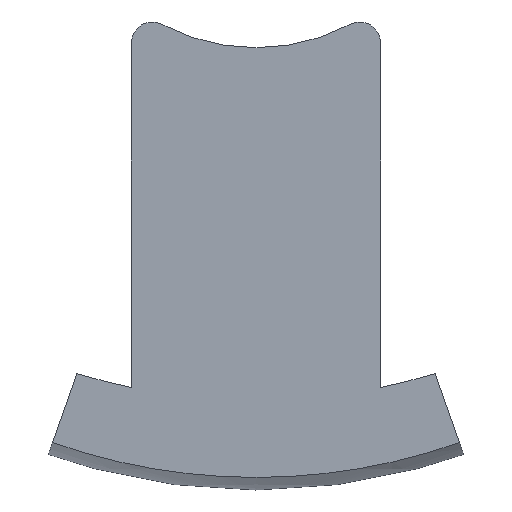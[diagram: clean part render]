
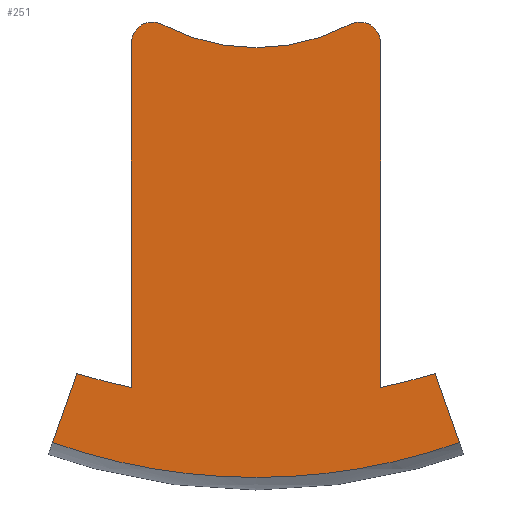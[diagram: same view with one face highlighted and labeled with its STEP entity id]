
A CAD part, left-side view. The second image highlights one B-rep face of the part: STEP entity #251.
In plain terms, the highlighted planar face has unit normal (-1, 0, 0).
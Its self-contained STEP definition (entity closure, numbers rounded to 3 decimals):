
#53=PLANE('',#294);
#62=FACE_OUTER_BOUND('',#74,.T.);
#74=EDGE_LOOP('',(#208,#209,#210,#211,#212,#213,#214,#215,#216,#217,#218));
#88=LINE('',#464,#100);
#89=LINE('',#469,#101);
#90=LINE('',#474,#102);
#91=LINE('',#480,#103);
#100=VECTOR('',#360,10.);
#101=VECTOR('',#367,10.);
#102=VECTOR('',#372,10.);
#103=VECTOR('',#377,10.);
#105=CIRCLE('',#279,5.);
#107=CIRCLE('',#282,48.5);
#112=CIRCLE('',#289,5.);
#115=CIRCLE('',#295,146.969);
#116=CIRCLE('',#296,146.969);
#117=CIRCLE('',#297,146.969);
#118=CIRCLE('',#298,146.969);
#126=VERTEX_POINT('',#431);
#127=VERTEX_POINT('',#433);
#129=VERTEX_POINT('',#439);
#137=VERTEX_POINT('',#459);
#138=VERTEX_POINT('',#463);
#139=VERTEX_POINT('',#467);
#140=VERTEX_POINT('',#471);
#141=VERTEX_POINT('',#473);
#142=VERTEX_POINT('',#475);
#143=VERTEX_POINT('',#477);
#144=VERTEX_POINT('',#479);
#148=EDGE_CURVE('',#126,#127,#105,.T.);
#152=EDGE_CURVE('',#126,#129,#107,.T.);
#161=EDGE_CURVE('',#137,#129,#112,.T.);
#163=EDGE_CURVE('',#138,#127,#88,.T.);
#166=EDGE_CURVE('',#137,#139,#89,.T.);
#167=EDGE_CURVE('',#140,#139,#115,.T.);
#168=EDGE_CURVE('',#141,#140,#90,.T.);
#169=EDGE_CURVE('',#142,#141,#116,.T.);
#170=EDGE_CURVE('',#143,#142,#117,.T.);
#171=EDGE_CURVE('',#144,#143,#91,.T.);
#172=EDGE_CURVE('',#138,#144,#118,.T.);
#208=ORIENTED_EDGE('',*,*,#148,.F.);
#209=ORIENTED_EDGE('',*,*,#152,.T.);
#210=ORIENTED_EDGE('',*,*,#161,.F.);
#211=ORIENTED_EDGE('',*,*,#166,.T.);
#212=ORIENTED_EDGE('',*,*,#167,.F.);
#213=ORIENTED_EDGE('',*,*,#168,.F.);
#214=ORIENTED_EDGE('',*,*,#169,.F.);
#215=ORIENTED_EDGE('',*,*,#170,.F.);
#216=ORIENTED_EDGE('',*,*,#171,.F.);
#217=ORIENTED_EDGE('',*,*,#172,.F.);
#218=ORIENTED_EDGE('',*,*,#163,.T.);
#251=ADVANCED_FACE('',(#62),#53,.F.);
#279=AXIS2_PLACEMENT_3D('',#434,#329,#330);
#282=AXIS2_PLACEMENT_3D('',#441,#337,#338);
#289=AXIS2_PLACEMENT_3D('',#460,#355,#356);
#294=AXIS2_PLACEMENT_3D('',#470,#368,#369);
#295=AXIS2_PLACEMENT_3D('',#472,#370,#371);
#296=AXIS2_PLACEMENT_3D('',#476,#373,#374);
#297=AXIS2_PLACEMENT_3D('',#478,#375,#376);
#298=AXIS2_PLACEMENT_3D('',#481,#378,#379);
#329=DIRECTION('center_axis',(1.,0.,0.));
#330=DIRECTION('ref_axis',(0.,-0.516,0.857));
#337=DIRECTION('center_axis',(1.,0.,0.));
#338=DIRECTION('ref_axis',(0.,-1.,0.));
#355=DIRECTION('center_axis',(1.,0.,0.));
#356=DIRECTION('ref_axis',(0.,0.516,0.857));
#360=DIRECTION('',(0.,0.,1.));
#367=DIRECTION('',(0.,0.,-1.));
#368=DIRECTION('center_axis',(1.,0.,0.));
#369=DIRECTION('ref_axis',(0.,0.,-1.));
#370=DIRECTION('center_axis',(-1.,0.,0.));
#371=DIRECTION('ref_axis',(0.,0.,1.));
#372=DIRECTION('',(0.,-0.333,0.943));
#373=DIRECTION('center_axis',(1.,0.,0.));
#374=DIRECTION('ref_axis',(0.,0.,1.));
#375=DIRECTION('center_axis',(1.,0.,0.));
#376=DIRECTION('ref_axis',(0.,0.,1.));
#377=DIRECTION('',(0.,-0.333,-0.943));
#378=DIRECTION('center_axis',(-1.,0.,0.));
#379=DIRECTION('ref_axis',(0.,0.,1.));
#431=CARTESIAN_POINT('',(-30.,-22.664,-42.879));
#433=CARTESIAN_POINT('',(-30.,-30.,-47.3));
#434=CARTESIAN_POINT('Origin',(-30.,-25.,-47.3));
#439=CARTESIAN_POINT('',(-30.,22.664,-42.879));
#441=CARTESIAN_POINT('Origin',(-30.,0.,0.));
#459=CARTESIAN_POINT('',(-30.,30.,-47.3));
#460=CARTESIAN_POINT('Origin',(-30.,25.,-47.3));
#463=CARTESIAN_POINT('',(-30.,-30.,-130.31));
#464=CARTESIAN_POINT('',(-30.,-30.,-38.108));
#467=CARTESIAN_POINT('',(-30.,30.,-130.31));
#469=CARTESIAN_POINT('',(-30.,30.,-136.435));
#470=CARTESIAN_POINT('Origin',(-30.,0.,0.));
#471=CARTESIAN_POINT('',(-30.,43.112,-126.939));
#472=CARTESIAN_POINT('Origin',(-30.,0.,13.565));
#473=CARTESIAN_POINT('',(-30.,48.99,-143.564));
#474=CARTESIAN_POINT('',(-30.,-1.571,-0.556));
#475=CARTESIAN_POINT('',(-30.,0.,-151.969));
#476=CARTESIAN_POINT('Origin',(-30.,0.,-5.));
#477=CARTESIAN_POINT('',(-30.,-48.99,-143.564));
#478=CARTESIAN_POINT('Origin',(-30.,0.,-5.));
#479=CARTESIAN_POINT('',(-30.,-43.112,-126.939));
#480=CARTESIAN_POINT('',(-30.,1.571,-0.556));
#481=CARTESIAN_POINT('Origin',(-30.,0.,13.565));
